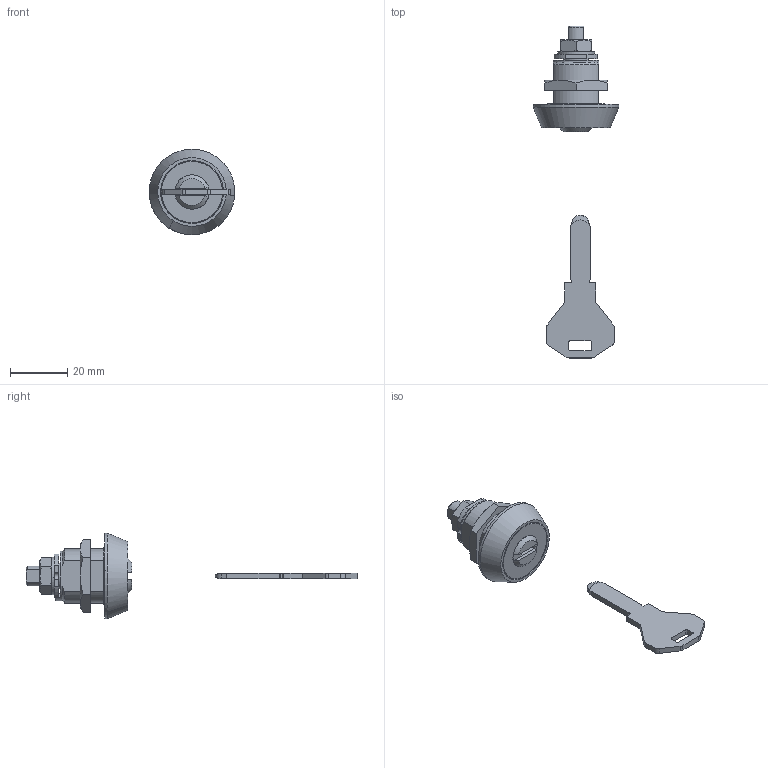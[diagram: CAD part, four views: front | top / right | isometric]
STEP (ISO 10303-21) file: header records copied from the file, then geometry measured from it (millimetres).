
FILE_DESCRIPTION((''),'2;1');
FILE_NAME('','2005-07-15T16:51:04',(''),(''),'','CADfix','');
FILE_SCHEMA(('AUTOMOTIVE_DESIGN'));
Length unit declared in the file: millimetre
Products named in the file (9): washer; ring; nut_B; nut_A; lock; key; control_cam; body; TL_337_12409_36
Assembly tree (8 placements, depth 2):
  TL_337_12409_36
    washer
    ring
    nut_B
    nut_A
    lock
    key
    control_cam
    body
Bounding box: 29.96 x 116.3 x 30 mm (x, y, z)
Volume: 11128.8 mm3; surface area: 9523.8 mm2
Topology: 8 solids, 8 shells, 173 faces, 485 edges, 331 vertices
Faces by surface type: bspline 173
Entity records: 6187 total; most frequent: CARTESIAN_POINT 3223, ORIENTED_EDGE 970, EDGE_CURVE 485, VERTEX_POINT 331, QUASI_UNIFORM_CURVE 234, EDGE_LOOP 192, FACE_OUTER_BOUND 173, ADVANCED_FACE 173
